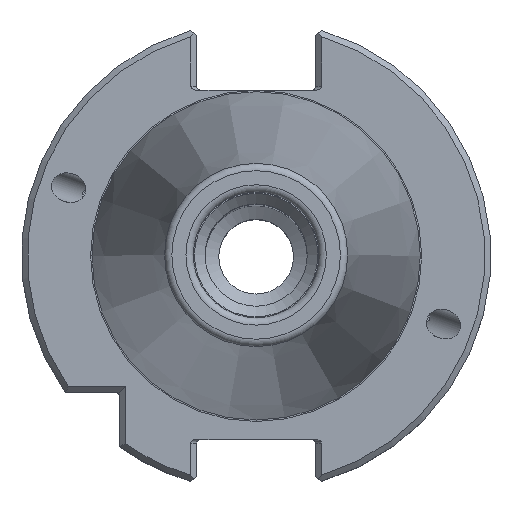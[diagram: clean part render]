
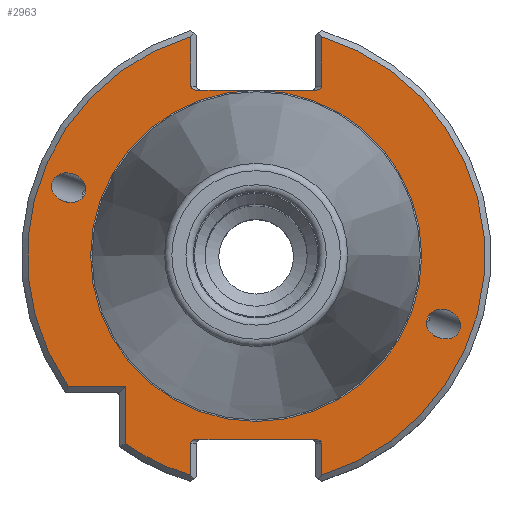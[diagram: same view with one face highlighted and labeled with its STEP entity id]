
A CAD part, top view. The second image highlights one B-rep face of the part: STEP entity #2963.
In plain terms, the highlighted planar face has unit normal (0, 0, 1).
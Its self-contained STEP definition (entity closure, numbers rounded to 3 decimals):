
#20=ELLIPSE('',#3120,2.381,1.95);
#21=ELLIPSE('',#3122,2.381,1.95);
#24=ELLIPSE('',#3168,0.707,0.5);
#27=ELLIPSE('',#3172,0.707,0.5);
#32=ELLIPSE('',#3189,0.707,0.5);
#33=ELLIPSE('',#3191,0.707,0.5);
#57=LINE('',#4252,#159);
#60=LINE('',#4270,#162);
#63=LINE('',#4276,#165);
#67=LINE('',#4327,#169);
#79=LINE('',#4422,#181);
#83=LINE('',#4432,#185);
#110=LINE('',#4583,#212);
#111=LINE('',#4584,#213);
#159=VECTOR('',#3474,1000.);
#162=VECTOR('',#3483,1000.);
#165=VECTOR('',#3488,1000.);
#169=VECTOR('',#3518,1000.);
#181=VECTOR('',#3572,1000.);
#185=VECTOR('',#3580,1000.);
#212=VECTOR('',#3691,1000.);
#213=VECTOR('',#3692,1000.);
#388=PLANE('',#3190);
#768=ORIENTED_EDGE('',*,*,#1084,.F.);
#769=ORIENTED_EDGE('',*,*,#1083,.F.);
#770=ORIENTED_EDGE('',*,*,#1082,.F.);
#771=ORIENTED_EDGE('',*,*,#1086,.T.);
#772=ORIENTED_EDGE('',*,*,#1077,.T.);
#773=ORIENTED_EDGE('',*,*,#1118,.T.);
#774=ORIENTED_EDGE('',*,*,#1123,.T.);
#775=ORIENTED_EDGE('',*,*,#1075,.T.);
#776=ORIENTED_EDGE('',*,*,#1070,.T.);
#777=ORIENTED_EDGE('',*,*,#1152,.T.);
#778=ORIENTED_EDGE('',*,*,#1181,.F.);
#779=ORIENTED_EDGE('',*,*,#1156,.T.);
#780=ORIENTED_EDGE('',*,*,#1067,.T.);
#781=ORIENTED_EDGE('',*,*,#1065,.T.);
#782=ORIENTED_EDGE('',*,*,#1061,.T.);
#783=ORIENTED_EDGE('',*,*,#1179,.T.);
#784=ORIENTED_EDGE('',*,*,#1182,.F.);
#785=ORIENTED_EDGE('',*,*,#1183,.T.);
#1061=EDGE_CURVE('',#1330,#1331,#57,.T.);
#1065=EDGE_CURVE('',#1333,#1330,#1495,.T.);
#1067=EDGE_CURVE('',#1334,#1333,#60,.T.);
#1070=EDGE_CURVE('',#1336,#1337,#63,.T.);
#1075=EDGE_CURVE('',#1340,#1336,#1497,.T.);
#1077=EDGE_CURVE('',#1341,#1342,#1498,.T.);
#1082=EDGE_CURVE('',#1346,#1346,#20,.T.);
#1083=EDGE_CURVE('',#1347,#1347,#21,.T.);
#1084=EDGE_CURVE('',#1348,#1348,#1500,.T.);
#1086=EDGE_CURVE('',#1350,#1341,#67,.T.);
#1118=EDGE_CURVE('',#1342,#1370,#79,.T.);
#1123=EDGE_CURVE('',#1370,#1340,#83,.T.);
#1152=EDGE_CURVE('',#1337,#1392,#24,.F.);
#1156=EDGE_CURVE('',#1395,#1334,#27,.F.);
#1179=EDGE_CURVE('',#1331,#1409,#32,.F.);
#1181=EDGE_CURVE('',#1395,#1392,#110,.T.);
#1182=EDGE_CURVE('',#1410,#1409,#111,.T.);
#1183=EDGE_CURVE('',#1410,#1350,#33,.F.);
#1330=VERTEX_POINT('',#4253);
#1331=VERTEX_POINT('',#4254);
#1333=VERTEX_POINT('',#4264);
#1334=VERTEX_POINT('',#4271);
#1336=VERTEX_POINT('',#4277);
#1337=VERTEX_POINT('',#4278);
#1340=VERTEX_POINT('',#4290);
#1341=VERTEX_POINT('',#4297);
#1342=VERTEX_POINT('',#4298);
#1346=VERTEX_POINT('',#4317);
#1347=VERTEX_POINT('',#4320);
#1348=VERTEX_POINT('',#4323);
#1350=VERTEX_POINT('',#4328);
#1370=VERTEX_POINT('',#4423);
#1392=VERTEX_POINT('',#4519);
#1395=VERTEX_POINT('',#4527);
#1409=VERTEX_POINT('',#4580);
#1410=VERTEX_POINT('',#4585);
#1495=CIRCLE('',#3110,30.975);
#1497=CIRCLE('',#3115,30.975);
#1498=CIRCLE('',#3117,30.975);
#1500=CIRCLE('',#3124,22.41);
#1673=EDGE_LOOP('',(#768));
#1674=EDGE_LOOP('',(#769));
#1675=EDGE_LOOP('',(#770));
#1676=EDGE_LOOP('',(#771,#772,#773,#774,#775,#776,#777,#778,#779,#780,#781,
#782,#783,#784,#785));
#1864=FACE_BOUND('',#1673,.T.);
#1865=FACE_BOUND('',#1674,.T.);
#1866=FACE_BOUND('',#1675,.T.);
#1867=FACE_BOUND('',#1676,.T.);
#2963=ADVANCED_FACE('',(#1864,#1865,#1866,#1867),#388,.T.);
#3110=AXIS2_PLACEMENT_3D('',#4263,#3479,#3480);
#3115=AXIS2_PLACEMENT_3D('',#4289,#3495,#3496);
#3117=AXIS2_PLACEMENT_3D('',#4296,#3499,#3500);
#3120=AXIS2_PLACEMENT_3D('',#4316,#3505,#3506);
#3122=AXIS2_PLACEMENT_3D('',#4319,#3509,#3510);
#3124=AXIS2_PLACEMENT_3D('',#4322,#3513,#3514);
#3168=AXIS2_PLACEMENT_3D('',#4518,#3629,#3630);
#3172=AXIS2_PLACEMENT_3D('',#4526,#3638,#3639);
#3189=AXIS2_PLACEMENT_3D('',#4579,#3686,#3687);
#3190=AXIS2_PLACEMENT_3D('',#4582,#3689,#3690);
#3191=AXIS2_PLACEMENT_3D('',#4586,#3693,#3694);
#3474=DIRECTION('',(0.,-1.,0.));
#3479=DIRECTION('',(0.,0.,1.));
#3480=DIRECTION('',(1.,0.,0.));
#3483=DIRECTION('',(0.,-1.,0.));
#3488=DIRECTION('',(0.,1.,0.));
#3495=DIRECTION('',(0.,0.,1.));
#3496=DIRECTION('',(1.,0.,0.));
#3499=DIRECTION('',(0.,0.,1.));
#3500=DIRECTION('',(1.,0.,0.));
#3505=DIRECTION('',(0.,0.,1.));
#3506=DIRECTION('',(0.94,-0.342,0.));
#3509=DIRECTION('',(0.,0.,1.));
#3510=DIRECTION('',(-0.94,0.342,0.));
#3513=DIRECTION('',(0.,0.,1.));
#3514=DIRECTION('',(1.,0.,0.));
#3518=DIRECTION('',(0.,1.,0.));
#3572=DIRECTION('',(1.,0.,0.));
#3580=DIRECTION('',(0.,-1.,0.));
#3629=DIRECTION('',(0.,0.,1.));
#3630=DIRECTION('',(1.,0.,0.));
#3638=DIRECTION('',(0.,0.,1.));
#3639=DIRECTION('',(1.,0.,0.));
#3686=DIRECTION('',(0.,0.,1.));
#3687=DIRECTION('',(-1.,0.,0.));
#3689=DIRECTION('',(0.,0.,1.));
#3690=DIRECTION('',(1.,0.,0.));
#3691=DIRECTION('',(-1.,0.,0.));
#3692=DIRECTION('',(1.,0.,0.));
#3693=DIRECTION('',(0.,0.,1.));
#3694=DIRECTION('',(-1.,0.,0.));
#4252=CARTESIAN_POINT('',(8.85,22.45,-3.2));
#4253=CARTESIAN_POINT('',(8.85,29.684,-3.2));
#4254=CARTESIAN_POINT('',(8.85,22.95,-3.2));
#4263=CARTESIAN_POINT('',(0.,0.,-3.2));
#4264=CARTESIAN_POINT('',(8.85,-29.684,-3.2));
#4270=CARTESIAN_POINT('',(8.85,-30.893,-3.2));
#4271=CARTESIAN_POINT('',(8.85,-25.35,-3.2));
#4276=CARTESIAN_POINT('',(-8.85,-24.85,-3.2));
#4277=CARTESIAN_POINT('',(-8.85,-29.684,-3.2));
#4278=CARTESIAN_POINT('',(-8.85,-25.35,-3.2));
#4289=CARTESIAN_POINT('',(0.,0.,-3.2));
#4290=CARTESIAN_POINT('',(-17.7,-25.42,-3.2));
#4296=CARTESIAN_POINT('',(0.,0.,-3.2));
#4297=CARTESIAN_POINT('',(-8.85,29.684,-3.2));
#4298=CARTESIAN_POINT('',(-25.42,-17.7,-3.2));
#4316=CARTESIAN_POINT('',(-25.372,9.235,-3.2));
#4317=CARTESIAN_POINT('',(-23.135,8.42,-3.2));
#4319=CARTESIAN_POINT('',(25.372,-9.235,-3.2));
#4320=CARTESIAN_POINT('',(23.135,-8.42,-3.2));
#4322=CARTESIAN_POINT('',(0.,0.,-3.2));
#4323=CARTESIAN_POINT('',(22.41,0.,-3.2));
#4327=CARTESIAN_POINT('',(-8.85,30.893,-3.2));
#4328=CARTESIAN_POINT('',(-8.85,22.95,-3.2));
#4422=CARTESIAN_POINT('',(-18.5,-17.7,-3.2));
#4423=CARTESIAN_POINT('',(-17.7,-17.7,-3.2));
#4432=CARTESIAN_POINT('',(-17.7,-26.018,-3.2));
#4518=CARTESIAN_POINT('',(-8.143,-25.35,-3.2));
#4519=CARTESIAN_POINT('',(-8.143,-24.85,-3.2));
#4526=CARTESIAN_POINT('',(8.143,-25.35,-3.2));
#4527=CARTESIAN_POINT('',(8.143,-24.85,-3.2));
#4579=CARTESIAN_POINT('',(8.143,22.95,-3.2));
#4580=CARTESIAN_POINT('',(8.143,22.45,-3.2));
#4582=CARTESIAN_POINT('',(22.41,0.,-3.2));
#4583=CARTESIAN_POINT('',(8.05,-24.85,-3.2));
#4584=CARTESIAN_POINT('',(-8.05,22.45,-3.2));
#4585=CARTESIAN_POINT('',(-8.143,22.45,-3.2));
#4586=CARTESIAN_POINT('',(-8.143,22.95,-3.2));
